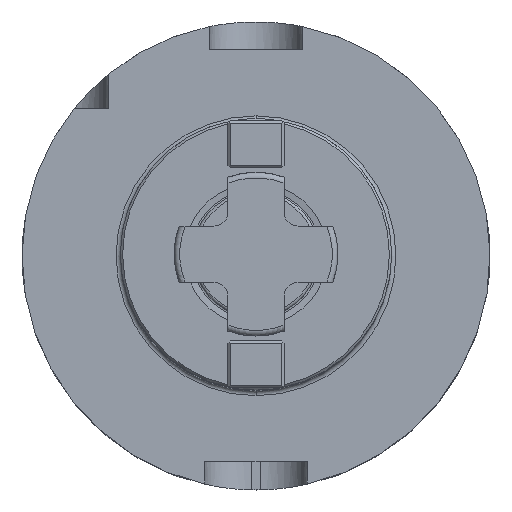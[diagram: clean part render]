
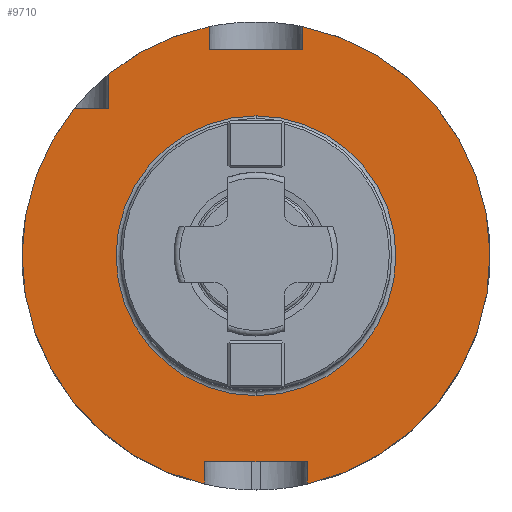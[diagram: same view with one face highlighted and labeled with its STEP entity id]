
A CAD part, top view. The second image highlights one B-rep face of the part: STEP entity #9710.
In plain terms, the highlighted planar face has unit normal (0, 0, 1).
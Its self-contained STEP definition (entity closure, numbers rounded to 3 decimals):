
#1973=DIRECTION('',(1.,0.,0.));
#1974=VECTOR('',#1973,20.);
#1975=CARTESIAN_POINT('',(-10.,44.,28.95));
#1976=LINE('',#1975,#1974);
#1980=DIRECTION('',(0.,-1.,0.));
#1981=VECTOR('',#1980,4.99);
#1982=CARTESIAN_POINT('',(10.,48.99,28.95));
#1983=LINE('',#1982,#1981);
#1987=DIRECTION('',(0.,1.,0.));
#1988=VECTOR('',#1987,4.775);
#1989=CARTESIAN_POINT('',(11.,-48.775,28.95));
#1990=LINE('',#1989,#1988);
#1994=DIRECTION('',(1.,0.,0.));
#1995=VECTOR('',#1994,22.);
#1996=CARTESIAN_POINT('',(-11.,-44.,28.95));
#1997=LINE('',#1996,#1995);
#2001=DIRECTION('',(0.,1.,0.));
#2002=VECTOR('',#2001,4.775);
#2003=CARTESIAN_POINT('',(-11.,-48.775,28.95));
#2004=LINE('',#2003,#2002);
#2008=DIRECTION('',(1.,0.,0.));
#2009=VECTOR('',#2008,7.33);
#2010=CARTESIAN_POINT('',(-38.83,31.5,28.95));
#2011=LINE('',#2010,#2009);
#2015=DIRECTION('',(0.,-1.,0.));
#2016=VECTOR('',#2015,7.33);
#2017=CARTESIAN_POINT('',(-31.5,38.83,28.95));
#2018=LINE('',#2017,#2016);
#2022=DIRECTION('',(0.,-1.,0.));
#2023=VECTOR('',#2022,4.99);
#2024=CARTESIAN_POINT('',(-10.,48.99,28.95));
#2025=LINE('',#2024,#2023);
#2029=CARTESIAN_POINT('',(0.,0.,28.95));
#2030=DIRECTION('',(0.,0.,1.));
#2031=DIRECTION('',(0.,1.,0.));
#2032=AXIS2_PLACEMENT_3D('',#2029,#2030,#2031);
#2037=CARTESIAN_POINT('',(0.,0.,28.95));
#2038=DIRECTION('',(0.,0.,1.));
#2039=DIRECTION('',(0.,-1.,0.));
#2040=AXIS2_PLACEMENT_3D('',#2037,#2038,#2039);
#2179=CARTESIAN_POINT('',(0.,0.,28.95));
#2180=DIRECTION('',(0.,0.,1.));
#2181=DIRECTION('',(-0.777,0.63,0.));
#2182=AXIS2_PLACEMENT_3D('',#2179,#2180,#2181);
#2187=CARTESIAN_POINT('',(0.,0.,28.95));
#2188=DIRECTION('',(0.,0.,1.));
#2189=DIRECTION('',(0.22,-0.975,0.));
#2190=AXIS2_PLACEMENT_3D('',#2187,#2188,#2189);
#2195=CARTESIAN_POINT('',(0.,0.,28.95));
#2196=DIRECTION('',(0.,0.,1.));
#2197=DIRECTION('',(-0.2,0.98,0.));
#2198=AXIS2_PLACEMENT_3D('',#2195,#2196,#2197);
#7674=CARTESIAN_POINT('',(-31.5,31.5,28.95));
#7676=VERTEX_POINT('',#7674);
#7688=CARTESIAN_POINT('',(11.,-44.,28.95));
#7689=VERTEX_POINT('',#7688);
#7690=CARTESIAN_POINT('',(-11.,-44.,28.95));
#7691=VERTEX_POINT('',#7690);
#7704=CARTESIAN_POINT('',(10.,44.,28.95));
#7705=VERTEX_POINT('',#7704);
#7706=CARTESIAN_POINT('',(-10.,44.,28.95));
#7707=VERTEX_POINT('',#7706);
#7785=CARTESIAN_POINT('',(-38.83,31.5,28.95));
#7786=VERTEX_POINT('',#7785);
#7787=CARTESIAN_POINT('',(-31.5,38.83,28.95));
#7788=VERTEX_POINT('',#7787);
#7815=CARTESIAN_POINT('',(11.,-48.775,28.95));
#7816=VERTEX_POINT('',#7815);
#7817=CARTESIAN_POINT('',(-11.,-48.775,28.95));
#7818=VERTEX_POINT('',#7817);
#7845=CARTESIAN_POINT('',(10.,48.99,28.95));
#7846=VERTEX_POINT('',#7845);
#7847=CARTESIAN_POINT('',(-10.,48.99,28.95));
#7848=VERTEX_POINT('',#7847);
#7890=CARTESIAN_POINT('',(0.,29.9,28.95));
#7891=CARTESIAN_POINT('',(0.,-29.9,28.95));
#7892=VERTEX_POINT('',#7890);
#7893=VERTEX_POINT('',#7891);
#9676=CARTESIAN_POINT('',(0.,0.,28.95));
#9677=DIRECTION('',(0.,0.,1.));
#9678=DIRECTION('',(0.,1.,0.));
#9679=AXIS2_PLACEMENT_3D('',#9676,#9677,#9678);
#9680=PLANE('',#9679);
#9682=ORIENTED_EDGE('',*,*,#9681,.T.);
#9684=ORIENTED_EDGE('',*,*,#9683,.F.);
#9686=ORIENTED_EDGE('',*,*,#9685,.F.);
#9688=ORIENTED_EDGE('',*,*,#9687,.T.);
#9690=ORIENTED_EDGE('',*,*,#9689,.F.);
#9692=ORIENTED_EDGE('',*,*,#9691,.F.);
#9694=ORIENTED_EDGE('',*,*,#9693,.F.);
#9696=ORIENTED_EDGE('',*,*,#9695,.T.);
#9698=ORIENTED_EDGE('',*,*,#9697,.F.);
#9700=ORIENTED_EDGE('',*,*,#9699,.F.);
#9702=ORIENTED_EDGE('',*,*,#9701,.T.);
#9703=EDGE_LOOP('',(#9682,#9684,#9686,#9688,#9690,#9692,#9694,#9696,#9698,#9700,
#9702));
#9704=FACE_OUTER_BOUND('',#9703,.F.);
#9706=ORIENTED_EDGE('',*,*,#9705,.T.);
#9707=ORIENTED_EDGE('',*,*,#9666,.T.);
#9708=EDGE_LOOP('',(#9706,#9707));
#9709=FACE_BOUND('',#9708,.F.);
#2033=CIRCLE('',#2032,29.9);
#2041=CIRCLE('',#2040,29.9);
#2183=CIRCLE('',#2182,50.);
#2191=CIRCLE('',#2190,50.);
#2199=CIRCLE('',#2198,50.);
#9666=EDGE_CURVE('',#7893,#7892,#2041,.T.);
#9681=EDGE_CURVE('',#7707,#7705,#1976,.T.);
#9683=EDGE_CURVE('',#7846,#7705,#1983,.T.);
#9685=EDGE_CURVE('',#7816,#7846,#2191,.T.);
#9687=EDGE_CURVE('',#7816,#7689,#1990,.T.);
#9689=EDGE_CURVE('',#7691,#7689,#1997,.T.);
#9691=EDGE_CURVE('',#7818,#7691,#2004,.T.);
#9693=EDGE_CURVE('',#7786,#7818,#2183,.T.);
#9695=EDGE_CURVE('',#7786,#7676,#2011,.T.);
#9697=EDGE_CURVE('',#7788,#7676,#2018,.T.);
#9699=EDGE_CURVE('',#7848,#7788,#2199,.T.);
#9701=EDGE_CURVE('',#7848,#7707,#2025,.T.);
#9705=EDGE_CURVE('',#7892,#7893,#2033,.T.);
#9710=ADVANCED_FACE('',(#9704,#9709),#9680,.T.);
